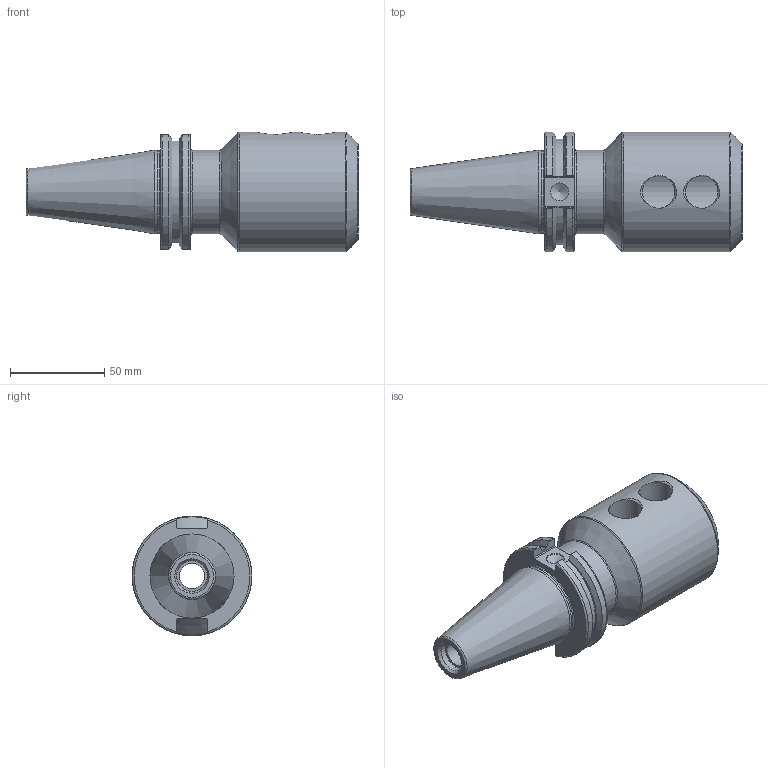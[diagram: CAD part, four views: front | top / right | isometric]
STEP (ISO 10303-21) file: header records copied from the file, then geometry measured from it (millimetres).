
FILE_DESCRIPTION(/* description */ (''),/* implementation_level */ '2;1');
FILE_NAME(/* name */ 'AK017B25.stp',/* time_stamp */ '2025-01-02T15:42:02+09:00',/* author */ ('YSH'),/* organization */ (''),/* preprocessor_version */ 'ST-DEVELOPER v20',/* originating_system */ 'Autodesk Inventor 2025',/* authorisation */ '');
FILE_SCHEMA (('AUTOMOTIVE_DESIGN { 1 0 10303 214 3 1 1 }'));
Length unit declared in the file: millimetre
Products named in the file (1): LO-CAT40-EMH31.75-107.95
Bounding box: 176.2 x 63.5 x 63.5 mm (x, y, z)
Volume: 257457.8 mm3; surface area: 49855.9 mm2
Topology: 1 solids, 1 shells, 75 faces, 205 edges, 137 vertices
Faces by surface type: plane 30, cylinder 18, cone 15, torus 12
Full cylindrical faces by diameter (mm): 9.525 x1, 13.386 x2, 16.3 x1, 17.323 x2, 31.75 x1, 32.35 x2, 43.6 x1, 44.45 x1, 63.5 x1
Entity records: 2639 total; most frequent: CARTESIAN_POINT 717, ORIENTED_EDGE 408, DIRECTION 384, EDGE_CURVE 204, AXIS2_PLACEMENT_3D 154, VERTEX_POINT 137, EDGE_LOOP 87, CIRCLE 78
